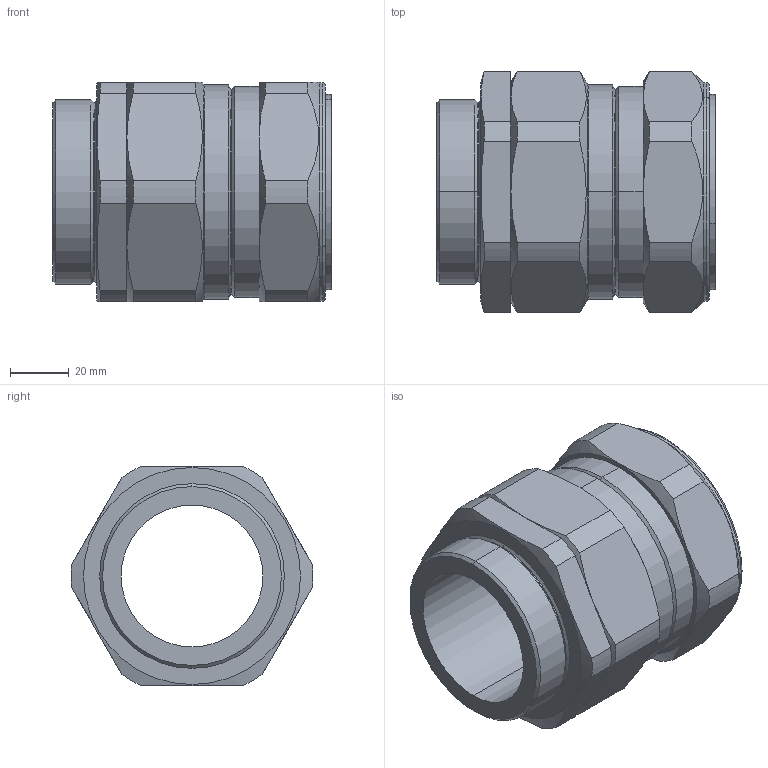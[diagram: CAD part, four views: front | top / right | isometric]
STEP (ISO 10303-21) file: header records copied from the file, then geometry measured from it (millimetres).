
FILE_DESCRIPTION (( 'STEP AP203' ), '1' );
FILE_NAME ('63SPX2K%1RA.STEP', '2021-05-11T13:27:54', ( '' ), ( '' ), 'SwSTEP 2.0', 'SolidWorks 2017', '' );
FILE_SCHEMA (( 'CONFIG_CONTROL_DESIGN' ));
Length unit declared in the file: millimetre
Products named in the file (1): 63SPX2K%1RA
Bounding box: 95 x 82.46 x 75 mm (x, y, z)
Volume: 193237 mm3; surface area: 46640.3 mm2
Topology: 1 solids, 1 shells, 109 faces, 250 edges, 150 vertices
Faces by surface type: cylinder 36, cone 34, plane 33, torus 6
Entity records: 3443 total; most frequent: CARTESIAN_POINT 910, DIRECTION 536, ORIENTED_EDGE 500, EDGE_CURVE 250, AXIS2_PLACEMENT_3D 224, VERTEX_POINT 150, EDGE_LOOP 118, CIRCLE 114
